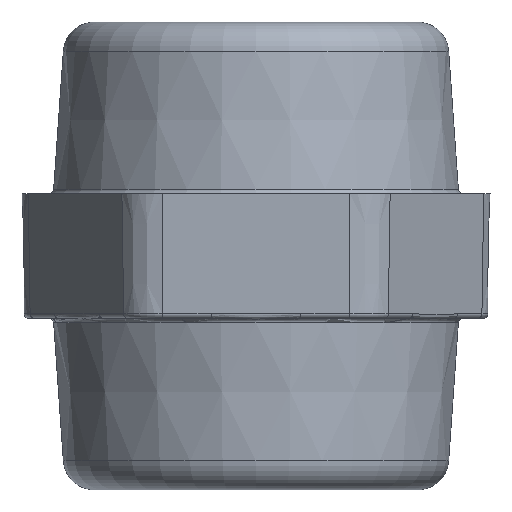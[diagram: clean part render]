
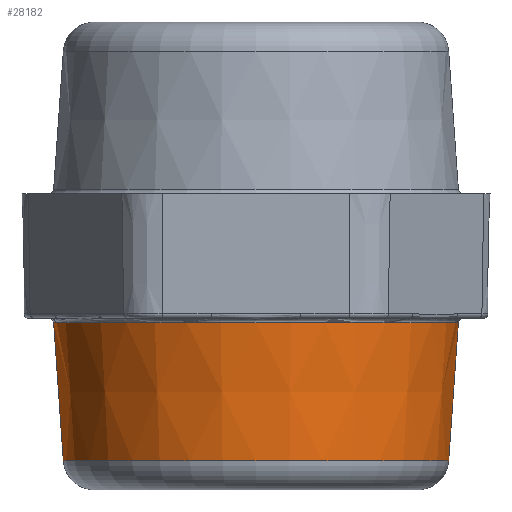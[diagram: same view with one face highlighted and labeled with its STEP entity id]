
A CAD part, front view. The second image highlights one B-rep face of the part: STEP entity #28182.
In plain terms, the highlighted conical face has half-angle 4 degrees and reference radius 12.671 mm.
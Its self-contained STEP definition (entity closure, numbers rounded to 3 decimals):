
#1026 = VERTEX_POINT ( 'NONE', #16766 ) ;
#1092 = EDGE_CURVE ( 'NONE', #3324, #15204, #17763, .T. ) ;
#3324 = VERTEX_POINT ( 'NONE', #48337 ) ;
#3459 = EDGE_CURVE ( 'NONE', #38216, #3324, #47168, .T. ) ;
#3956 = AXIS2_PLACEMENT_3D ( 'NONE', #38717, #18454, #46418 ) ;
#4627 = DIRECTION ( 'NONE',  ( -0.07, 0., 0.998 ) ) ;
#5365 = CARTESIAN_POINT ( 'NONE',  ( -12.361, 0., -9.14 ) ) ;
#6217 = CARTESIAN_POINT ( 'NONE',  ( 12.361, 0., -9.14 ) ) ;
#6894 = CIRCLE ( 'NONE', #18359, 12.98 ) ;
#8705 = ORIENTED_EDGE ( 'NONE', *, *, #39076, .F. ) ;
#8964 = LINE ( 'NONE', #5365, #11805 ) ;
#10491 = EDGE_CURVE ( 'NONE', #15204, #1026, #6894, .T. ) ;
#11772 = ORIENTED_EDGE ( 'NONE', *, *, #1092, .T. ) ;
#11805 = VECTOR ( 'NONE', #4627, 1000. ) ;
#12509 = VECTOR ( 'NONE', #44481, 1000. ) ;
#12650 = EDGE_LOOP ( 'NONE', ( #8705, #18122, #11772, #43110 ) ) ;
#15204 = VERTEX_POINT ( 'NONE', #38500 ) ;
#15218 = AXIS2_PLACEMENT_3D ( 'NONE', #24209, #35219, #31382 ) ;
#16766 = CARTESIAN_POINT ( 'NONE',  ( -12.98, 0., -0.279 ) ) ;
#17763 = LINE ( 'NONE', #6217, #12509 ) ;
#18122 = ORIENTED_EDGE ( 'NONE', *, *, #3459, .T. ) ;
#18359 = AXIS2_PLACEMENT_3D ( 'NONE', #48250, #28017, #31602 ) ;
#18454 = DIRECTION ( 'NONE',  ( 0., 0., 1. ) ) ;
#22764 = CARTESIAN_POINT ( 'NONE',  ( -12.361, 0., -9.14 ) ) ;
#24209 = CARTESIAN_POINT ( 'NONE',  ( 0., 0., -9.14 ) ) ;
#25231 = CONICAL_SURFACE ( 'NONE', #3956, 12.671, 0.07 ) ;
#28017 = DIRECTION ( 'NONE',  ( 0., 0., -1. ) ) ;
#28182 = ADVANCED_FACE ( 'NONE', ( #34098 ), #25231, .T. ) ;
#31382 = DIRECTION ( 'NONE',  ( -1., 0., 0. ) ) ;
#31602 = DIRECTION ( 'NONE',  ( 1., 0., 0. ) ) ;
#34098 = FACE_OUTER_BOUND ( 'NONE', #12650, .T. ) ;
#35219 = DIRECTION ( 'NONE',  ( 0., 0., 1. ) ) ;
#38216 = VERTEX_POINT ( 'NONE', #22764 ) ;
#38500 = CARTESIAN_POINT ( 'NONE',  ( 12.98, 0., -0.279 ) ) ;
#38717 = CARTESIAN_POINT ( 'NONE',  ( 0., 0., -4.709 ) ) ;
#39076 = EDGE_CURVE ( 'NONE', #38216, #1026, #8964, .T. ) ;
#43110 = ORIENTED_EDGE ( 'NONE', *, *, #10491, .T. ) ;
#44481 = DIRECTION ( 'NONE',  ( 0.07, 0., 0.998 ) ) ;
#46418 = DIRECTION ( 'NONE',  ( -1., 0., 0. ) ) ;
#47168 = CIRCLE ( 'NONE', #15218, 12.361 ) ;
#48250 = CARTESIAN_POINT ( 'NONE',  ( 0., 0., -0.279 ) ) ;
#48337 = CARTESIAN_POINT ( 'NONE',  ( 12.361, 0., -9.14 ) ) ;
